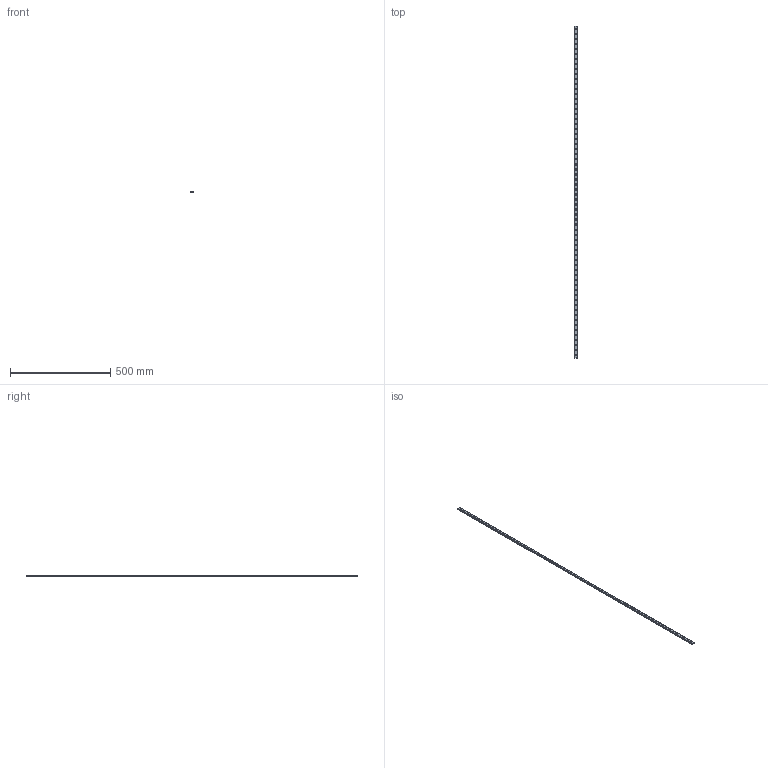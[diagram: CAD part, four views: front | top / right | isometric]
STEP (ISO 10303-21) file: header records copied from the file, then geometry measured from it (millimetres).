
FILE_DESCRIPTION(('STEP AP214'),'1');
FILE_NAME('cctmp_78020E80-6C4F-46FE-B79D-567A127C6FB2_2021_02_19_11_26_52_0283..stp','2021-02-19T10:26:52',('HIWIN GmbH'),('CADClick - www.CADClick.com'),'Spatial InterOp 3D',' ','unknown authorization');
FILE_SCHEMA(('AUTOMOTIVE_DESIGN'));
Length unit declared in the file: millimetre
Products named in the file (1): MGNR12R1655CM_FILE
Bounding box: 12 x 1655 x 8 mm (x, y, z)
Volume: 141774.7 mm3; surface area: 82266.3 mm2
Topology: 1 solids, 1 shells, 689 faces, 1455 edges, 970 vertices
Faces by surface type: cylinder 412, plane 277
Entity records: 24409 total; most frequent: DIRECTION 3659, CARTESIAN_POINT 3115, ORIENTED_EDGE 2910, AXIS2_PLACEMENT_3D 1514, EDGE_CURVE 1455, VERTEX_POINT 970, EDGE_LOOP 891, CIRCLE 824
